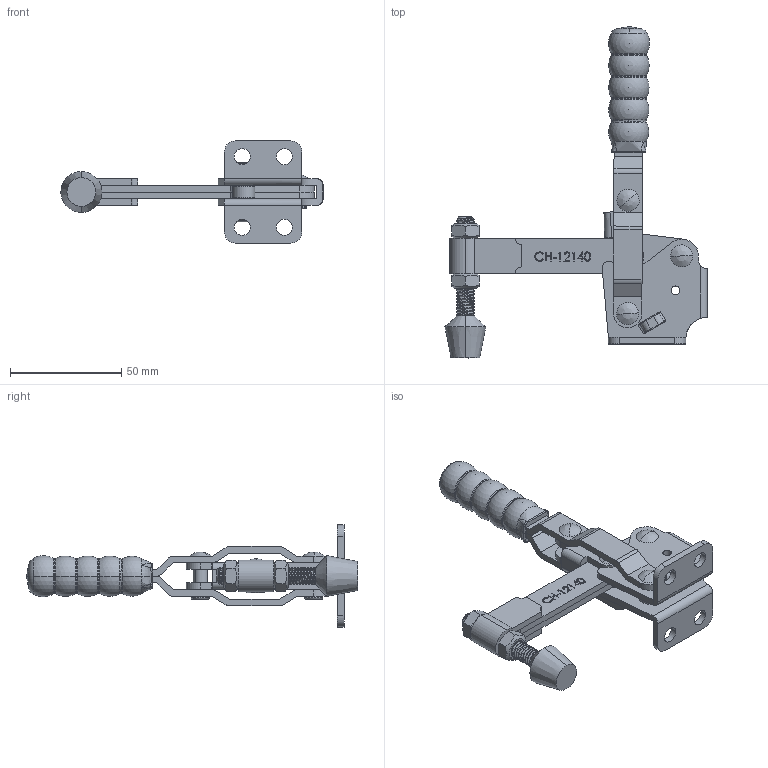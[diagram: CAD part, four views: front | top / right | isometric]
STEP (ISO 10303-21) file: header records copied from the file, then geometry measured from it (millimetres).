
FILE_DESCRIPTION (( 'STEP AP203' ), '1' );
FILE_NAME ('CH-12140.STEP', '2017-11-08T08:29:29', ( 'Windows' ), ( 'Microsoft' ), 'SwSTEP 2.0', 'SolidWorks 2015', '' );
FILE_SCHEMA (( 'CONFIG_CONTROL_DESIGN' ));
Length unit declared in the file: millimetre
Products named in the file (11): CH-FC-56212 SPINDLE SUPPLIED; CH-12130-01 FLANGED BASE; CH-12130綵竄忒梟杶; CH-12140-02 SHORT SOLID BAR_默认<按加工>; CH-12140; CH-12130-04 CONNECTING-PLATE; CH-12130-05; CH-12130-03 STRAIGHT HANDLE; CH-12130-08; CH-12130-06; CH-FC-56212 Nut
Assembly tree (13 placements, depth 2):
  CH-12140
    CH-12130-01 FLANGED BASE
    CH-12140-02 SHORT SOLID BAR_默认<按加工>
    CH-12130-04 CONNECTING-PLATE
    CH-12130-05
    CH-12130-03 STRAIGHT HANDLE
    CH-12130-08  x2
    CH-12130-06  x2
    CH-FC-56212 Nut  x2
    CH-FC-56212 SPINDLE SUPPLIED
    CH-12130綵竄忒梟杶
Bounding box: 118.16 x 149.52 x 46 mm (x, y, z)
Volume: 55927.6 mm3; surface area: 44607.2 mm2
Topology: 16 solids, 16 shells, 823 faces, 2231 edges, 1450 vertices
Faces by surface type: plane 290, cylinder 236, bspline 188, torus 52, cone 43, sphere 14
Entity records: 35611 total; most frequent: CARTESIAN_POINT 16573, ORIENTED_EDGE 4088, DIRECTION 3143, EDGE_CURVE 2044, VERTEX_POINT 1343, AXIS2_PLACEMENT_3D 1053, VECTOR 1037, LINE 1037
